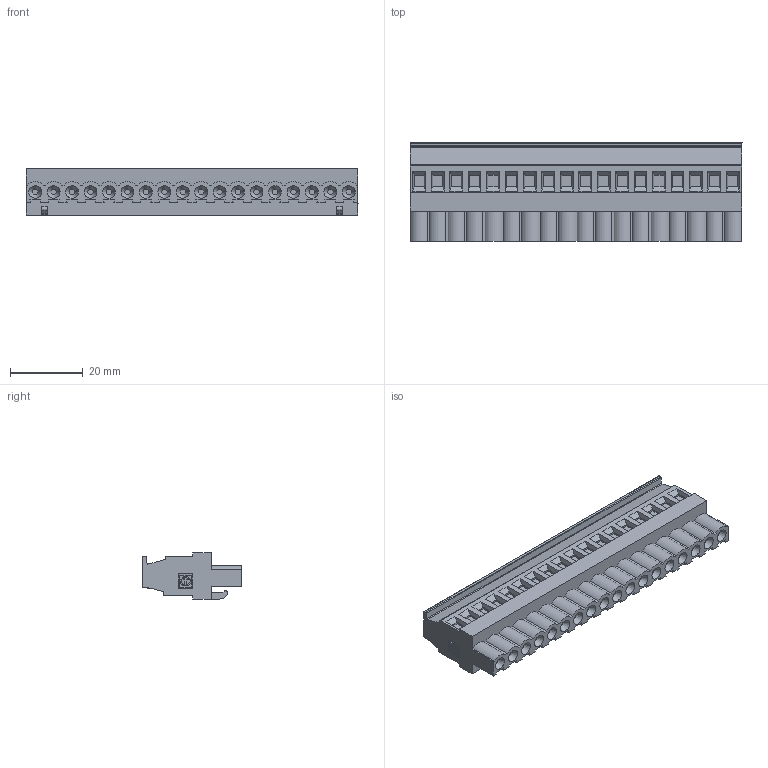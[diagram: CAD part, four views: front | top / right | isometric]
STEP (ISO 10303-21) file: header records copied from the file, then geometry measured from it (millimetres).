
FILE_DESCRIPTION(('STEP AP214'),'1');
FILE_NAME('SV18-5,08-P.stp','2020-05-11T07:20:23',(' '),(' '),'Spatial InterOp 3D',' ',' ');
FILE_SCHEMA(('automotive_design'));
Length unit declared in the file: metre
Products named in the file (1): 1
Bounding box: 91.44 x 27.1 x 12.7 mm (x, y, z)
Volume: 20458.9 mm3; surface area: 9481.1 mm2
Topology: 1 solids, 1 shells, 522 faces, 1314 edges, 852 vertices
Faces by surface type: plane 419, cylinder 84, cone 18, extrusion 1
Full cylindrical faces by diameter (mm): 1.6 x18, 4 x18
Entity records: 19010 total; most frequent: CARTESIAN_POINT 2623, DIRECTION 2465, ORIENTED_EDGE 2448, EDGE_CURVE 1224, VECTOR 941, LINE 940, VERTEX_POINT 816, AXIS2_PLACEMENT_3D 762
